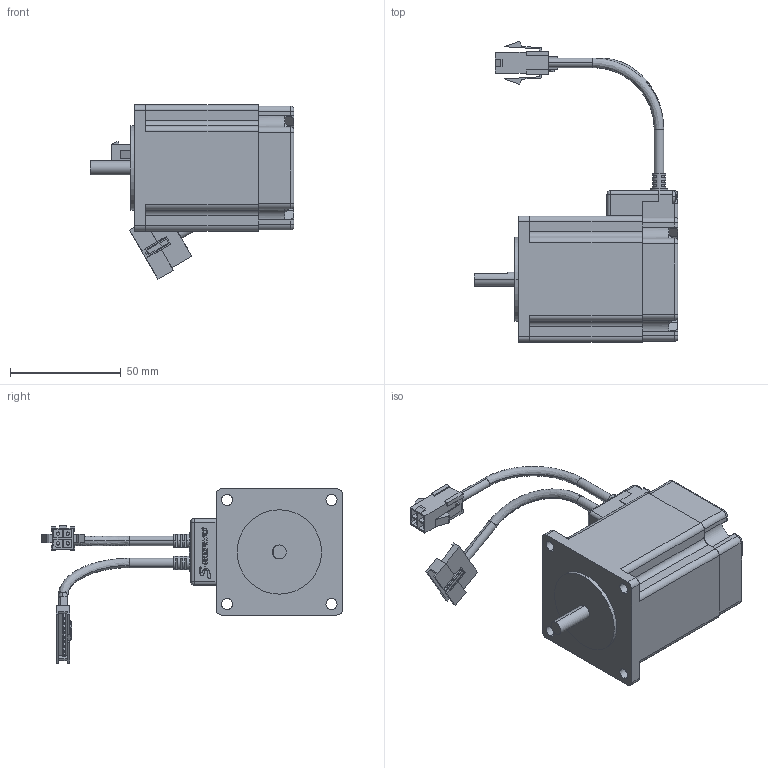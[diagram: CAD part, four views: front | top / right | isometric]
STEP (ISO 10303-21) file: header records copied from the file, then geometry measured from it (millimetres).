
FILE_DESCRIPTION (( 'STEP AP203' ), '1' );
FILE_NAME ('130809 SM-56M.STEP', '2013-08-13T09:52:02', ( '' ), ( '' ), 'SwSTEP 2.0', 'SolidWorks 2012', '' );
FILE_SCHEMA (( 'CONFIG_CONTROL_DESIGN' ));
Products named in the file (12): 130809 SM-56M; round cross head screw_ks1_KS 1023 RC - M3 x 12-N; 42阿 浚内歹 纳捞喉急_钎霖; 42陝 賅攪瞪錳摹_ル遽; 130116 56mm CABLE COVER S-SERVO; S-SERVO24; 121218 56mm CABLE COVER_ル遽; 130116 56mm ENCODER COVER_ル遽; 葆斜啻す 縛囀渦_ル遽; 20陝 PCB_ル遽; PLATE; 56M_57HS56H-2804B_湀_
Assembly tree (16 placements, depth 3):
  130809 SM-56M
    56M_57HS56H-2804B_湀_
    PLATE
    20陝 PCB_ル遽
    葆斜啻す 縛囀渦_ル遽
    130116 56mm ENCODER COVER_ル遽
    130116 56mm CABLE COVER S-SERVO
      121218 56mm CABLE COVER_ル遽
      S-SERVO24
    42陝 賅攪瞪錳摹_ル遽
    42阿 浚内歹 纳捞喉急_钎霖
    round cross head screw_ks1_KS 1023 RC - M3 x 12-N  x6
Bounding box: 92 x 135.91 x 78.72 mm (x, y, z)
Volume: 192212.9 mm3; surface area: 51241.4 mm2
Topology: 23 solids, 23 shells, 4057 faces, 11855 edges, 7876 vertices
Faces by surface type: plane 3643, cylinder 248, cone 70, bspline 42, torus 40, sphere 14
Entity records: 129347 total; most frequent: CARTESIAN_POINT 23727, ORIENTED_EDGE 22902, DIRECTION 19751, EDGE_CURVE 11451, VECTOR 10713, LINE 10713, VERTEX_POINT 7631, AXIS2_PLACEMENT_3D 4519
